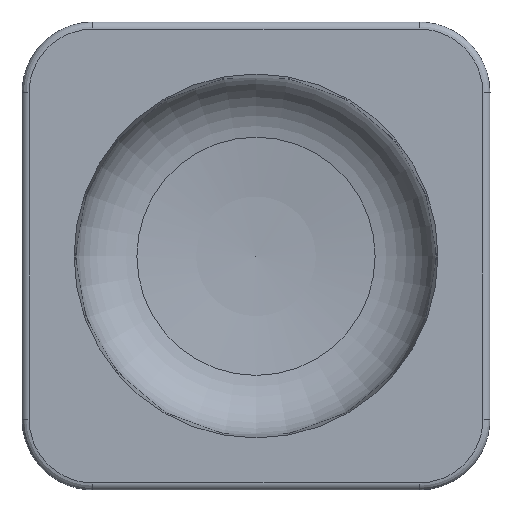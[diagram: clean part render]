
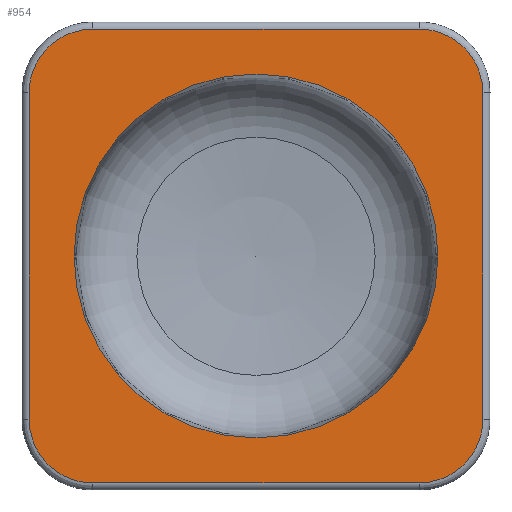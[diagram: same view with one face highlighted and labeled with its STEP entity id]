
A CAD part, top view. The second image highlights one B-rep face of the part: STEP entity #954.
In plain terms, the highlighted planar face has unit normal (0, 0, 1).
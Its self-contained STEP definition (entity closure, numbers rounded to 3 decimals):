
#74=LINE('',#1418,#102);
#75=LINE('',#1428,#103);
#76=LINE('',#1438,#104);
#77=LINE('',#1448,#105);
#102=VECTOR('',#1122,1000.);
#103=VECTOR('',#1123,1000.);
#104=VECTOR('',#1124,1000.);
#105=VECTOR('',#1125,1000.);
#130=PLANE('',#1035);
#139=CIRCLE('',#1036,25.492);
#222=ORIENTED_EDGE('',*,*,#508,.T.);
#223=ORIENTED_EDGE('',*,*,#509,.T.);
#224=ORIENTED_EDGE('',*,*,#510,.T.);
#225=ORIENTED_EDGE('',*,*,#511,.T.);
#226=ORIENTED_EDGE('',*,*,#512,.T.);
#227=ORIENTED_EDGE('',*,*,#513,.T.);
#228=ORIENTED_EDGE('',*,*,#514,.T.);
#229=ORIENTED_EDGE('',*,*,#515,.T.);
#230=ORIENTED_EDGE('',*,*,#516,.T.);
#508=EDGE_CURVE('',#652,#653,#739,.T.);
#509=EDGE_CURVE('',#653,#654,#74,.F.);
#510=EDGE_CURVE('',#654,#655,#740,.T.);
#511=EDGE_CURVE('',#655,#656,#75,.F.);
#512=EDGE_CURVE('',#656,#657,#741,.T.);
#513=EDGE_CURVE('',#657,#658,#76,.F.);
#514=EDGE_CURVE('',#658,#659,#742,.T.);
#515=EDGE_CURVE('',#659,#652,#77,.F.);
#516=EDGE_CURVE('',#660,#660,#139,.T.);
#652=VERTEX_POINT('',#1416);
#653=VERTEX_POINT('',#1417);
#654=VERTEX_POINT('',#1419);
#655=VERTEX_POINT('',#1427);
#656=VERTEX_POINT('',#1429);
#657=VERTEX_POINT('',#1437);
#658=VERTEX_POINT('',#1439);
#659=VERTEX_POINT('',#1447);
#660=VERTEX_POINT('',#1450);
#739=B_SPLINE_CURVE_WITH_KNOTS('',3,(#1409,#1410,#1411,#1412,#1413,#1414,
#1415),.UNSPECIFIED.,.F.,.F.,(4,1,1,1,4),(0.,0.004,0.007,
0.011,0.014),.UNSPECIFIED.);
#740=B_SPLINE_CURVE_WITH_KNOTS('',3,(#1420,#1421,#1422,#1423,#1424,#1425,
#1426),.UNSPECIFIED.,.F.,.F.,(4,1,1,1,4),(0.,0.004,0.007,
0.011,0.014),.UNSPECIFIED.);
#741=B_SPLINE_CURVE_WITH_KNOTS('',3,(#1430,#1431,#1432,#1433,#1434,#1435,
#1436),.UNSPECIFIED.,.F.,.F.,(4,1,1,1,4),(0.,0.004,0.007,
0.011,0.014),.UNSPECIFIED.);
#742=B_SPLINE_CURVE_WITH_KNOTS('',3,(#1440,#1441,#1442,#1443,#1444,#1445,
#1446),.UNSPECIFIED.,.F.,.F.,(4,1,1,1,4),(0.,0.004,0.007,
0.011,0.014),.UNSPECIFIED.);
#815=EDGE_LOOP('',(#222,#223,#224,#225,#226,#227,#228,#229));
#816=EDGE_LOOP('',(#230));
#882=FACE_BOUND('',#815,.T.);
#883=FACE_BOUND('',#816,.T.);
#954=ADVANCED_FACE('',(#882,#883),#130,.F.);
#1035=AXIS2_PLACEMENT_3D('',#1408,#1120,#1121);
#1036=AXIS2_PLACEMENT_3D('',#1449,#1126,#1127);
#1120=DIRECTION('',(0.,0.,-1.));
#1121=DIRECTION('',(-1.,0.,0.));
#1122=DIRECTION('',(0.,-1.,0.));
#1123=DIRECTION('',(1.,0.,0.));
#1124=DIRECTION('',(0.,1.,0.));
#1125=DIRECTION('',(-1.,0.,0.));
#1126=DIRECTION('',(0.,0.,-1.));
#1127=DIRECTION('',(-1.,0.,0.));
#1408=CARTESIAN_POINT('',(0.,0.,-11.928));
#1409=CARTESIAN_POINT('',(22.849,-31.786,-11.928));
#1410=CARTESIAN_POINT('',(24.029,-31.788,-11.928));
#1411=CARTESIAN_POINT('',(26.365,-31.318,-11.928));
#1412=CARTESIAN_POINT('',(29.334,-29.336,-11.928));
#1413=CARTESIAN_POINT('',(31.321,-26.358,-11.928));
#1414=CARTESIAN_POINT('',(31.788,-24.032,-11.928));
#1415=CARTESIAN_POINT('',(31.786,-22.85,-11.928));
#1416=CARTESIAN_POINT('',(22.849,-31.786,-11.928));
#1417=CARTESIAN_POINT('',(31.786,-22.85,-11.928));
#1418=CARTESIAN_POINT('',(31.786,22.849,-11.928));
#1419=CARTESIAN_POINT('',(31.786,22.85,-11.928));
#1420=CARTESIAN_POINT('',(31.786,22.85,-11.928));
#1421=CARTESIAN_POINT('',(31.788,24.031,-11.928));
#1422=CARTESIAN_POINT('',(31.317,26.367,-11.928));
#1423=CARTESIAN_POINT('',(29.335,29.335,-11.928));
#1424=CARTESIAN_POINT('',(26.357,31.322,-11.928));
#1425=CARTESIAN_POINT('',(24.03,31.788,-11.928));
#1426=CARTESIAN_POINT('',(22.849,31.786,-11.928));
#1427=CARTESIAN_POINT('',(22.849,31.786,-11.928));
#1428=CARTESIAN_POINT('',(-22.849,31.786,-11.928));
#1429=CARTESIAN_POINT('',(-22.85,31.786,-11.928));
#1430=CARTESIAN_POINT('',(-22.85,31.786,-11.928));
#1431=CARTESIAN_POINT('',(-24.031,31.788,-11.928));
#1432=CARTESIAN_POINT('',(-26.367,31.317,-11.928));
#1433=CARTESIAN_POINT('',(-29.335,29.335,-11.928));
#1434=CARTESIAN_POINT('',(-31.322,26.357,-11.928));
#1435=CARTESIAN_POINT('',(-31.788,24.03,-11.928));
#1436=CARTESIAN_POINT('',(-31.786,22.849,-11.928));
#1437=CARTESIAN_POINT('',(-31.786,22.849,-11.928));
#1438=CARTESIAN_POINT('',(-31.786,-22.849,-11.928));
#1439=CARTESIAN_POINT('',(-31.786,-22.849,-11.928));
#1440=CARTESIAN_POINT('',(-31.786,-22.849,-11.928));
#1441=CARTESIAN_POINT('',(-31.788,-24.029,-11.928));
#1442=CARTESIAN_POINT('',(-31.318,-26.365,-11.928));
#1443=CARTESIAN_POINT('',(-29.336,-29.334,-11.928));
#1444=CARTESIAN_POINT('',(-26.358,-31.321,-11.928));
#1445=CARTESIAN_POINT('',(-24.032,-31.788,-11.928));
#1446=CARTESIAN_POINT('',(-22.85,-31.786,-11.928));
#1447=CARTESIAN_POINT('',(-22.85,-31.786,-11.928));
#1448=CARTESIAN_POINT('',(22.849,-31.786,-11.928));
#1449=CARTESIAN_POINT('',(0.,0.,-11.928));
#1450=CARTESIAN_POINT('',(-25.492,0.,-11.928));
